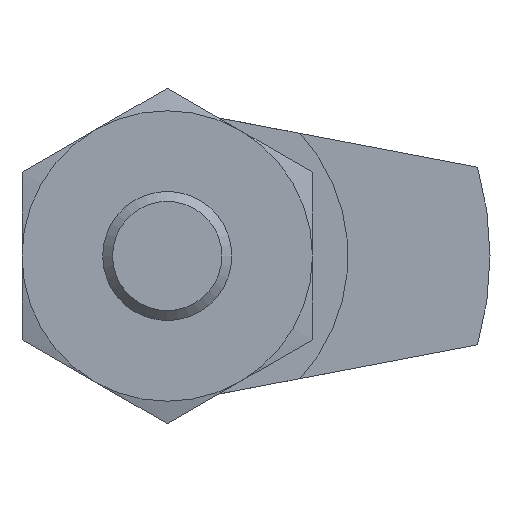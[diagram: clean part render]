
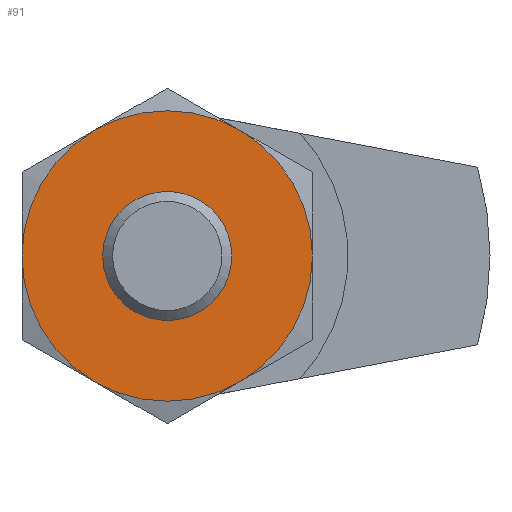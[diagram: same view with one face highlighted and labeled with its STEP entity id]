
A CAD part, front view. The second image highlights one B-rep face of the part: STEP entity #91.
In plain terms, the highlighted planar face has unit normal (0, -1, 0).
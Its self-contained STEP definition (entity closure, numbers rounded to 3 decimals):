
#91 = ADVANCED_FACE( '', ( #218, #219 ), #220, .F. );
#218 = FACE_BOUND( '', #381, .T. );
#219 = FACE_OUTER_BOUND( '', #382, .T. );
#220 = PLANE( '', #383 );
#381 = EDGE_LOOP( '', ( #572 ) );
#382 = EDGE_LOOP( '', ( #573, #574, #575, #576, #577, #578 ) );
#383 = AXIS2_PLACEMENT_3D( '', #579, #580, #581 );
#572 = ORIENTED_EDGE( '', *, *, #909, .F. );
#573 = ORIENTED_EDGE( '', *, *, #910, .T. );
#574 = ORIENTED_EDGE( '', *, *, #911, .T. );
#575 = ORIENTED_EDGE( '', *, *, #912, .T. );
#576 = ORIENTED_EDGE( '', *, *, #907, .T. );
#577 = ORIENTED_EDGE( '', *, *, #887, .T. );
#578 = ORIENTED_EDGE( '', *, *, #913, .T. );
#579 = CARTESIAN_POINT( '', ( 18., 0., 0. ) );
#580 = DIRECTION( '', ( 0., 1., 0. ) );
#581 = DIRECTION( '', ( 0., 0., 1. ) );
#887 = EDGE_CURVE( '', #1036, #1037, #1038, .T. );
#907 = EDGE_CURVE( '', #1046, #1036, #1070, .T. );
#909 = EDGE_CURVE( '', #1072, #1072, #1073, .T. );
#910 = EDGE_CURVE( '', #1074, #1075, #1076, .T. );
#911 = EDGE_CURVE( '', #1075, #1077, #1078, .T. );
#912 = EDGE_CURVE( '', #1077, #1046, #1079, .T. );
#913 = EDGE_CURVE( '', #1037, #1074, #1080, .T. );
#1036 = VERTEX_POINT( '', #1241 );
#1037 = VERTEX_POINT( '', #1242 );
#1038 = CIRCLE( '', #1243, 18. );
#1046 = VERTEX_POINT( '', #1262 );
#1070 = CIRCLE( '', #1312, 18. );
#1072 = VERTEX_POINT( '', #1314 );
#1073 = CIRCLE( '', #1315, 6.5 );
#1074 = VERTEX_POINT( '', #1316 );
#1075 = VERTEX_POINT( '', #1317 );
#1076 = CIRCLE( '', #1318, 18. );
#1077 = VERTEX_POINT( '', #1319 );
#1078 = CIRCLE( '', #1320, 18. );
#1079 = CIRCLE( '', #1321, 18. );
#1080 = CIRCLE( '', #1322, 18. );
#1241 = CARTESIAN_POINT( '', ( -18., 0., 0. ) );
#1242 = CARTESIAN_POINT( '', ( -9., 0., -15.588 ) );
#1243 = AXIS2_PLACEMENT_3D( '', #1604, #1605, #1606 );
#1262 = CARTESIAN_POINT( '', ( -9., 0., 15.588 ) );
#1312 = AXIS2_PLACEMENT_3D( '', #1624, #1625, #1626 );
#1314 = CARTESIAN_POINT( '', ( 0., 0., -6.5 ) );
#1315 = AXIS2_PLACEMENT_3D( '', #1627, #1628, #1629 );
#1316 = CARTESIAN_POINT( '', ( 9., 0., -15.588 ) );
#1317 = CARTESIAN_POINT( '', ( 18., 0., 0. ) );
#1318 = AXIS2_PLACEMENT_3D( '', #1630, #1631, #1632 );
#1319 = CARTESIAN_POINT( '', ( 9., 0., 15.588 ) );
#1320 = AXIS2_PLACEMENT_3D( '', #1633, #1634, #1635 );
#1321 = AXIS2_PLACEMENT_3D( '', #1636, #1637, #1638 );
#1322 = AXIS2_PLACEMENT_3D( '', #1639, #1640, #1641 );
#1604 = CARTESIAN_POINT( '', ( 0., 0., 0. ) );
#1605 = DIRECTION( '', ( 0., -1., 0. ) );
#1606 = DIRECTION( '', ( 0., 0., -1. ) );
#1624 = CARTESIAN_POINT( '', ( 0., 0., 0. ) );
#1625 = DIRECTION( '', ( 0., -1., 0. ) );
#1626 = DIRECTION( '', ( 0., 0., -1. ) );
#1627 = CARTESIAN_POINT( '', ( 0., 0., 0. ) );
#1628 = DIRECTION( '', ( 0., -1., 0. ) );
#1629 = DIRECTION( '', ( 0., 0., -1. ) );
#1630 = CARTESIAN_POINT( '', ( 0., 0., 0. ) );
#1631 = DIRECTION( '', ( 0., -1., 0. ) );
#1632 = DIRECTION( '', ( 0., 0., -1. ) );
#1633 = CARTESIAN_POINT( '', ( 0., 0., 0. ) );
#1634 = DIRECTION( '', ( 0., -1., 0. ) );
#1635 = DIRECTION( '', ( 0., 0., -1. ) );
#1636 = CARTESIAN_POINT( '', ( 0., 0., 0. ) );
#1637 = DIRECTION( '', ( 0., -1., 0. ) );
#1638 = DIRECTION( '', ( 0., 0., -1. ) );
#1639 = CARTESIAN_POINT( '', ( 0., 0., 0. ) );
#1640 = DIRECTION( '', ( 0., -1., 0. ) );
#1641 = DIRECTION( '', ( 0., 0., -1. ) );
